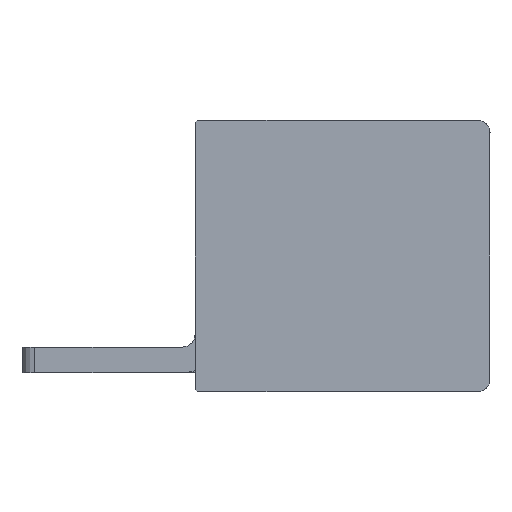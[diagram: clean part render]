
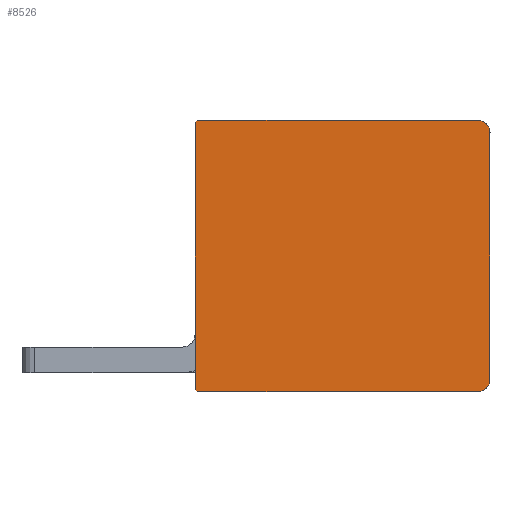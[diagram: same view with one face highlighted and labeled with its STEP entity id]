
A CAD part, left-side view. The second image highlights one B-rep face of the part: STEP entity #8526.
In plain terms, the highlighted planar face has unit normal (-1, 0, 0).
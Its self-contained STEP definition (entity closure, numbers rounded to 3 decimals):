
#353=FACE_OUTER_BOUND('',#811,.T.);
#811=EDGE_LOOP('',(#5880,#5881,#5882,#5883,#5884,#5885,#5886,#5887));
#1380=CIRCLE('',#9171,1.);
#1381=CIRCLE('',#9172,0.3);
#1382=CIRCLE('',#9173,0.3);
#1383=CIRCLE('',#9174,1.);
#1947=LINE('',#13327,#2803);
#1948=LINE('',#13331,#2804);
#1949=LINE('',#13335,#2805);
#1950=LINE('',#13339,#2806);
#2803=VECTOR('',#10642,19.2);
#2804=VECTOR('',#10645,21.7);
#2805=VECTOR('',#10648,20.6);
#2806=VECTOR('',#10651,21.7);
#3770=VERTEX_POINT('',#13325);
#3771=VERTEX_POINT('',#13326);
#3772=VERTEX_POINT('',#13328);
#3773=VERTEX_POINT('',#13330);
#3774=VERTEX_POINT('',#13332);
#3775=VERTEX_POINT('',#13334);
#3776=VERTEX_POINT('',#13336);
#3777=VERTEX_POINT('',#13338);
#4625=EDGE_CURVE('',#3770,#3771,#1947,.T.);
#4626=EDGE_CURVE('',#3772,#3770,#1380,.T.);
#4627=EDGE_CURVE('',#3773,#3772,#1948,.T.);
#4628=EDGE_CURVE('',#3774,#3773,#1381,.T.);
#4629=EDGE_CURVE('',#3775,#3774,#1949,.T.);
#4630=EDGE_CURVE('',#3776,#3775,#1382,.T.);
#4631=EDGE_CURVE('',#3777,#3776,#1950,.T.);
#4632=EDGE_CURVE('',#3771,#3777,#1383,.T.);
#5880=ORIENTED_EDGE('',*,*,#4625,.F.);
#5881=ORIENTED_EDGE('',*,*,#4626,.F.);
#5882=ORIENTED_EDGE('',*,*,#4627,.F.);
#5883=ORIENTED_EDGE('',*,*,#4628,.F.);
#5884=ORIENTED_EDGE('',*,*,#4629,.F.);
#5885=ORIENTED_EDGE('',*,*,#4630,.F.);
#5886=ORIENTED_EDGE('',*,*,#4631,.F.);
#5887=ORIENTED_EDGE('',*,*,#4632,.F.);
#7781=PLANE('',#9170);
#8526=ADVANCED_FACE('',(#353),#7781,.T.);
#9170=AXIS2_PLACEMENT_3D('',#13324,#10640,#10641);
#9171=AXIS2_PLACEMENT_3D('',#13329,#10643,#10644);
#9172=AXIS2_PLACEMENT_3D('',#13333,#10646,#10647);
#9173=AXIS2_PLACEMENT_3D('',#13337,#10649,#10650);
#9174=AXIS2_PLACEMENT_3D('',#13340,#10652,#10653);
#10640=DIRECTION('center_axis',(-1.,0.,0.));
#10641=DIRECTION('ref_axis',(0.,0.,-1.));
#10642=DIRECTION('',(0.,0.,-1.));
#10643=DIRECTION('center_axis',(1.,0.,0.));
#10644=DIRECTION('ref_axis',(0.,-0.707,0.707));
#10645=DIRECTION('',(0.,-1.,0.));
#10646=DIRECTION('center_axis',(1.,0.,0.));
#10647=DIRECTION('ref_axis',(0.,0.707,0.707));
#10648=DIRECTION('',(0.,0.,1.));
#10649=DIRECTION('center_axis',(1.,0.,0.));
#10650=DIRECTION('ref_axis',(0.,0.707,-0.707));
#10651=DIRECTION('',(0.,1.,0.));
#10652=DIRECTION('center_axis',(1.,0.,0.));
#10653=DIRECTION('ref_axis',(0.,-0.707,-0.707));
#13324=CARTESIAN_POINT('Origin',(-21.7,12.134,27.979));
#13325=CARTESIAN_POINT('',(-21.7,2.282,37.579));
#13326=CARTESIAN_POINT('',(-21.7,2.282,18.379));
#13327=CARTESIAN_POINT('',(-21.7,2.282,37.579));
#13328=CARTESIAN_POINT('',(-21.7,3.282,38.579));
#13329=CARTESIAN_POINT('Origin',(-21.7,3.282,37.579));
#13330=CARTESIAN_POINT('',(-21.7,24.982,38.579));
#13331=CARTESIAN_POINT('',(-21.7,24.982,38.579));
#13332=CARTESIAN_POINT('',(-21.7,25.282,38.279));
#13333=CARTESIAN_POINT('Origin',(-21.7,24.982,38.279));
#13334=CARTESIAN_POINT('',(-21.7,25.282,17.679));
#13335=CARTESIAN_POINT('',(-21.7,25.282,17.679));
#13336=CARTESIAN_POINT('',(-21.7,24.982,17.379));
#13337=CARTESIAN_POINT('Origin',(-21.7,24.982,17.679));
#13338=CARTESIAN_POINT('',(-21.7,3.282,17.379));
#13339=CARTESIAN_POINT('',(-21.7,3.282,17.379));
#13340=CARTESIAN_POINT('Origin',(-21.7,3.282,18.379));
